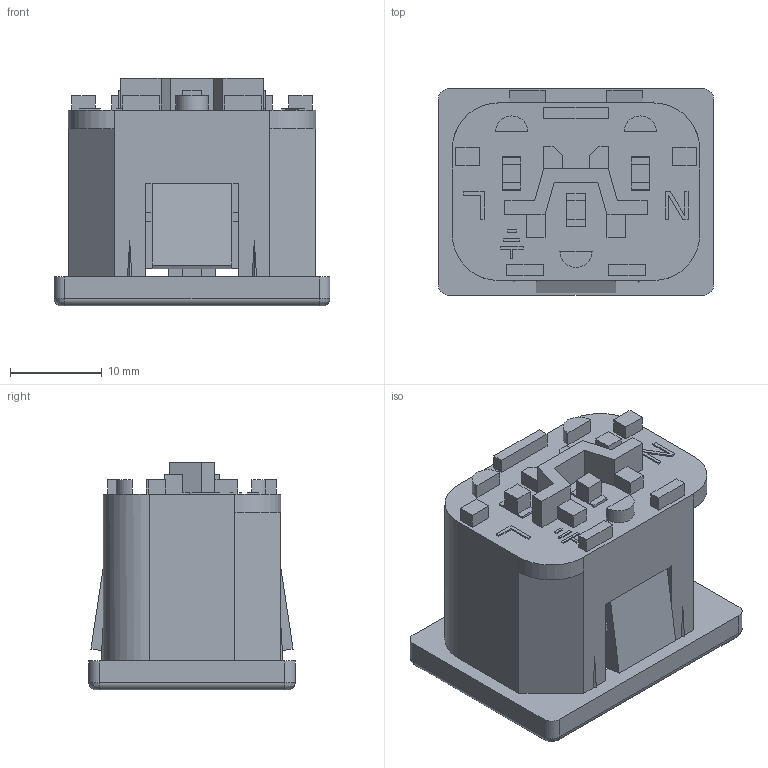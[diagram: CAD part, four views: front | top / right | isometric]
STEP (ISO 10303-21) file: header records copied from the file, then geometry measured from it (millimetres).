
FILE_DESCRIPTION (( 'STEP AP214' ), '1' );
FILE_NAME ('ACM-C4-N10Q6-LC_3D.step', '2023-11-15T16:26:55', ( '' ), ( '' ), 'SwSTEP 2.0', 'SolidWorks 2022', '' );
FILE_SCHEMA (( 'AUTOMOTIVE_DESIGN' ));
Length unit declared in the file: inch
Products named in the file (1): ACM-C4-N10Q6-LC_3D
Bounding box: 30 x 22.5 x 24.8 mm (x, y, z)
Volume: 4676 mm3; surface area: 6079.1 mm2
Topology: 4 solids, 4 shells, 352 faces, 969 edges, 629 vertices
Faces by surface type: plane 268, cylinder 68, torus 8, bspline 8
Entity records: 11369 total; most frequent: CARTESIAN_POINT 2205, ORIENTED_EDGE 1938, DIRECTION 1804, EDGE_CURVE 969, LINE 808, VECTOR 808, VERTEX_POINT 629, AXIS2_PLACEMENT_3D 498
